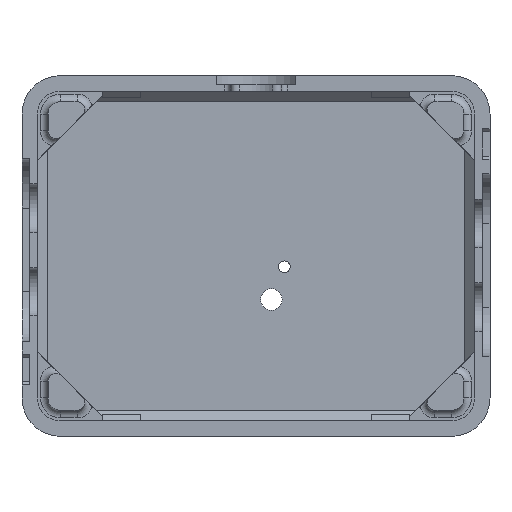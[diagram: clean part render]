
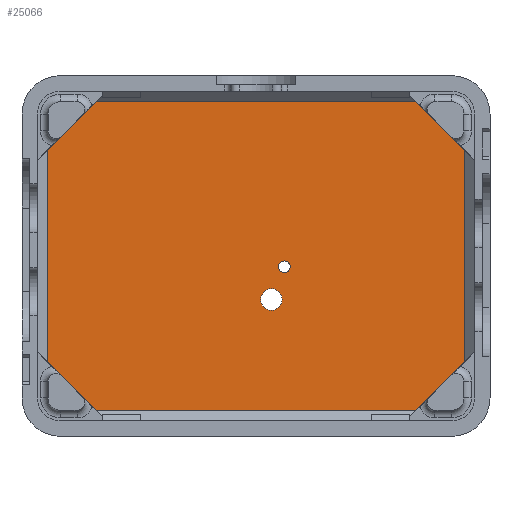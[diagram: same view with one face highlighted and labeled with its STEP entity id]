
A CAD part, front view. The second image highlights one B-rep face of the part: STEP entity #25066.
In plain terms, the highlighted planar face has unit normal (0, -1, 0).
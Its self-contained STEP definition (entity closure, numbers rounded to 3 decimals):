
#1027=FACE_BOUND('',#5686,.T.);
#1028=FACE_BOUND('',#5687,.T.);
#4261=FACE_OUTER_BOUND('',#5685,.T.);
#5685=EDGE_LOOP('',(#23231,#23232,#23233,#23234,#23235,#23236,#23237,#23238));
#5686=EDGE_LOOP('',(#23239));
#5687=EDGE_LOOP('',(#23240));
#5738=CIRCLE('',#25147,1.4);
#5791=CIRCLE('',#25287,0.75);
#5856=CIRCLE('',#25646,1.672);
#5857=CIRCLE('',#25649,1.672);
#5858=CIRCLE('',#25652,1.672);
#5859=CIRCLE('',#25655,1.672);
#7644=LINE('',#51903,#9449);
#7647=LINE('',#51911,#9452);
#7650=LINE('',#51919,#9455);
#7653=LINE('',#51927,#9458);
#9449=VECTOR('',#28540,10.);
#9452=VECTOR('',#28549,10.);
#9455=VECTOR('',#28558,10.);
#9458=VECTOR('',#28567,10.);
#10142=VERTEX_POINT('',#32191);
#10812=VERTEX_POINT('',#36761);
#11985=VERTEX_POINT('',#51899);
#11986=VERTEX_POINT('',#51901);
#11987=VERTEX_POINT('',#51905);
#11988=VERTEX_POINT('',#51909);
#11989=VERTEX_POINT('',#51913);
#11990=VERTEX_POINT('',#51917);
#11991=VERTEX_POINT('',#51921);
#11992=VERTEX_POINT('',#51925);
#12678=EDGE_CURVE('',#10142,#10142,#5738,.T.);
#13557=EDGE_CURVE('',#10812,#10812,#5791,.T.);
#15758=EDGE_CURVE('',#11985,#11986,#7644,.T.);
#15759=EDGE_CURVE('',#11987,#11985,#5856,.T.);
#15762=EDGE_CURVE('',#11988,#11987,#7647,.T.);
#15763=EDGE_CURVE('',#11989,#11988,#5857,.T.);
#15766=EDGE_CURVE('',#11990,#11989,#7650,.T.);
#15767=EDGE_CURVE('',#11991,#11990,#5858,.T.);
#15770=EDGE_CURVE('',#11992,#11991,#7653,.T.);
#15771=EDGE_CURVE('',#11986,#11992,#5859,.T.);
#23231=ORIENTED_EDGE('',*,*,#15758,.T.);
#23232=ORIENTED_EDGE('',*,*,#15771,.T.);
#23233=ORIENTED_EDGE('',*,*,#15770,.T.);
#23234=ORIENTED_EDGE('',*,*,#15767,.T.);
#23235=ORIENTED_EDGE('',*,*,#15766,.T.);
#23236=ORIENTED_EDGE('',*,*,#15763,.T.);
#23237=ORIENTED_EDGE('',*,*,#15762,.T.);
#23238=ORIENTED_EDGE('',*,*,#15759,.T.);
#23239=ORIENTED_EDGE('',*,*,#12678,.T.);
#23240=ORIENTED_EDGE('',*,*,#13557,.T.);
#23728=PLANE('',#25656);
#25066=ADVANCED_FACE('',(#4261,#1027,#1028),#23728,.F.);
#25147=AXIS2_PLACEMENT_3D('',#32193,#25891,#25892);
#25287=AXIS2_PLACEMENT_3D('',#36763,#26591,#26592);
#25646=AXIS2_PLACEMENT_3D('',#51906,#28543,#28544);
#25649=AXIS2_PLACEMENT_3D('',#51914,#28552,#28553);
#25652=AXIS2_PLACEMENT_3D('',#51922,#28561,#28562);
#25655=AXIS2_PLACEMENT_3D('',#51929,#28570,#28571);
#25656=AXIS2_PLACEMENT_3D('',#51930,#28572,#28573);
#25891=DIRECTION('center_axis',(0.,1.,0.));
#25892=DIRECTION('ref_axis',(0.,0.,1.));
#26591=DIRECTION('center_axis',(0.,1.,0.));
#26592=DIRECTION('ref_axis',(1.,0.,0.));
#28540=DIRECTION('',(1.,0.,0.));
#28543=DIRECTION('center_axis',(0.,-1.,0.));
#28544=DIRECTION('ref_axis',(-0.707,0.,-0.707));
#28549=DIRECTION('',(0.,0.,-1.));
#28552=DIRECTION('center_axis',(0.,-1.,0.));
#28553=DIRECTION('ref_axis',(-0.707,0.,0.707));
#28558=DIRECTION('',(-1.,0.,0.));
#28561=DIRECTION('center_axis',(0.,-1.,0.));
#28562=DIRECTION('ref_axis',(0.707,0.,0.707));
#28567=DIRECTION('',(0.,0.,1.));
#28570=DIRECTION('center_axis',(0.,-1.,0.));
#28571=DIRECTION('ref_axis',(0.707,0.,-0.707));
#28572=DIRECTION('center_axis',(0.,1.,0.));
#28573=DIRECTION('ref_axis',(0.,0.,1.));
#32191=CARTESIAN_POINT('',(2.,26.,-7.075));
#32193=CARTESIAN_POINT('Origin',(2.,26.,-5.675));
#36761=CARTESIAN_POINT('',(2.95,26.,-1.4));
#36763=CARTESIAN_POINT('Origin',(3.7,26.,-1.4));
#51899=CARTESIAN_POINT('',(-25.5,26.,-20.172));
#51901=CARTESIAN_POINT('',(25.5,26.,-20.172));
#51903=CARTESIAN_POINT('',(7.625,26.,-20.172));
#51905=CARTESIAN_POINT('',(-27.172,26.,-18.5));
#51906=CARTESIAN_POINT('Origin',(-25.5,26.,-18.5));
#51909=CARTESIAN_POINT('',(-27.172,26.,18.5));
#51911=CARTESIAN_POINT('',(-27.172,26.,-5.875));
#51913=CARTESIAN_POINT('',(-25.5,26.,20.172));
#51914=CARTESIAN_POINT('Origin',(-25.5,26.,18.5));
#51917=CARTESIAN_POINT('',(25.5,26.,20.172));
#51919=CARTESIAN_POINT('',(-7.625,26.,20.172));
#51921=CARTESIAN_POINT('',(27.172,26.,18.5));
#51922=CARTESIAN_POINT('Origin',(25.5,26.,18.5));
#51925=CARTESIAN_POINT('',(27.172,26.,-18.5));
#51927=CARTESIAN_POINT('',(27.172,26.,5.875));
#51929=CARTESIAN_POINT('Origin',(25.5,26.,-18.5));
#51930=CARTESIAN_POINT('Origin',(0.,26.,0.));
